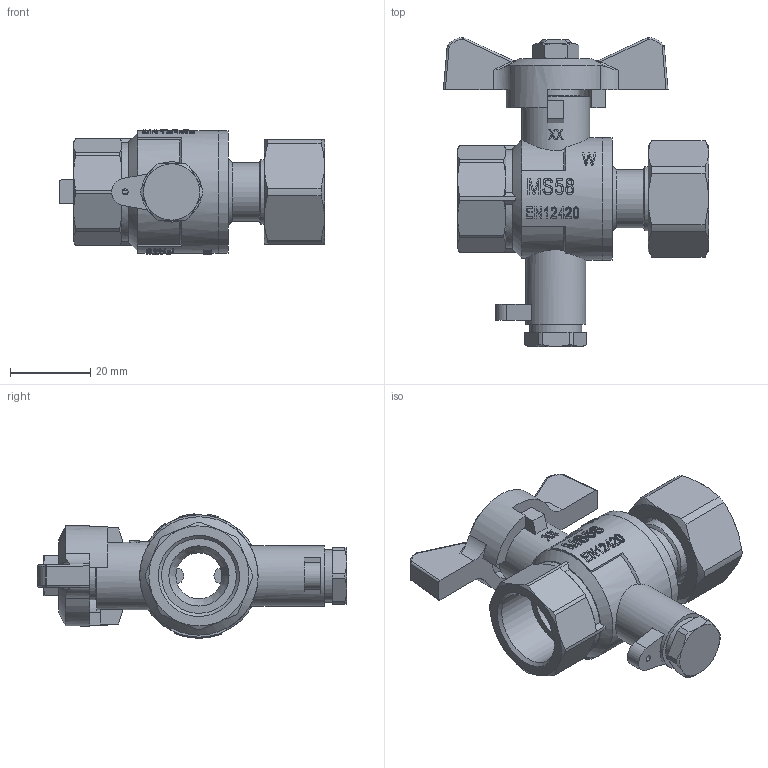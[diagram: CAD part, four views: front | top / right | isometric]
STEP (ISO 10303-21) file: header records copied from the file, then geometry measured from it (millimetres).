
FILE_DESCRIPTION(/* description */ ('Unknown'),/* implementation_level */ '2;1');
FILE_NAME(/* name */ '7226-44',/* time_stamp */ '2023-06-06T11:26:43+02:00',/* author */ ('Unknown'),/* organization */ ('Unknown'),/* preprocessor_version */ 'ST-DEVELOPER v18.102',/* originating_system */ 'Solid Edge',/* authorisation */ 'Unknown');
FILE_SCHEMA (('AUTOMOTIVE_DESIGN {1 0 10303 214 3 1 1}'));
Length unit declared in the file: millimetre
Products named in the file (19): 722-44; B1; F-griff; M6-1_4-3_8; Kvrper-co; Einschraubteil; Schtaube; Kvrper; Kugel; Kugeldichtung.1; Dichtung; Spindel-co; Stopfbuchse; Spindel; Spindeldichtung; _berwurfmutter; dichtung.3; _berwurf-m; speerring
Assembly tree (19 placements, depth 3):
  722-44
    B1
      F-griff
      M6-1_4-3_8
    Kvrper-co
      Einschraubteil
      Schtaube
      Kvrper
      Kugel
      Kugeldichtung.1  x2
      Dichtung
    Spindel-co
      Stopfbuchse
      Spindel
      Spindeldichtung
    _berwurfmutter
      dichtung.3
      _berwurf-m
      speerring
Bounding box: 66.13 x 77.05 x 30.96 mm (x, y, z)
Volume: 33316.9 mm3; surface area: 26691.4 mm2
Topology: 15 solids, 15 shells, 1173 faces, 3197 edges, 2099 vertices
Faces by surface type: plane 923, cylinder 147, cone 72, bspline 14, sphere 11, torus 6
Full cylindrical faces by diameter (mm): 1.5 x1, 5 x2, 5.9 x1, 6.7 x1, 8.92 x1, 9 x4, 9.1 x1, 10 x2, 10.5 x1, 10.8 x1, 11 x1, 11.5 x1, 12 x2, 12.4 x1, 12.5 x1, 13 x1, 14 x1, 14.5 x1, 15 x5, 16 x2, 17 x1, 18 x1, 18.5 x2, 18.631 x2, 18.8 x1, 20.5 x1, 21 x4, 24.8 x1, 25.5 x1, 27 x1
Entity records: 40145 total; most frequent: CARTESIAN_POINT 9320, DIRECTION 6978, ORIENTED_EDGE 6124, EDGE_CURVE 3062, AXIS2_PLACEMENT_3D 2893, VERTEX_POINT 2062, FACE_BOUND 1340, EDGE_LOOP 1339
